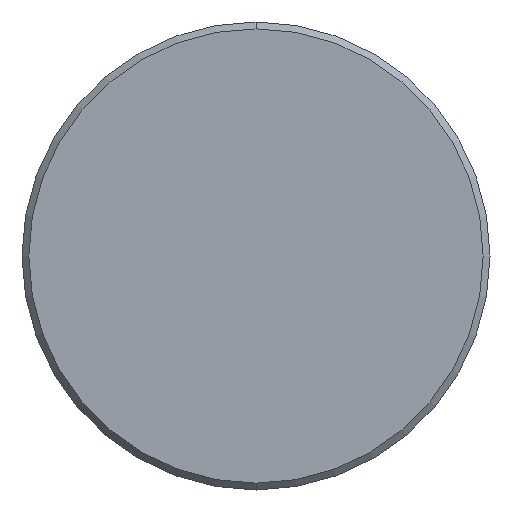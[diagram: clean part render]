
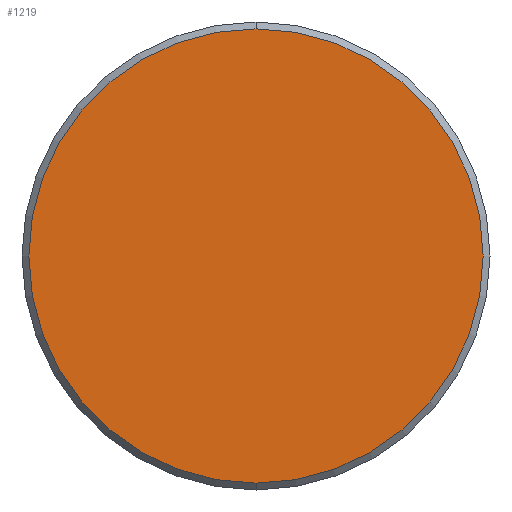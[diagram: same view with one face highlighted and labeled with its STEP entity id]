
A CAD part, left-side view. The second image highlights one B-rep face of the part: STEP entity #1219.
In plain terms, the highlighted planar face has unit normal (-1, 0, 0).
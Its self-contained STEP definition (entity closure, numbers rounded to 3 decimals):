
#1199=CARTESIAN_POINT('POINT71',(0.,
   0.,16.842));
#1200=VERTEX_POINT('VERTEX71',#1199);
#1201=CARTESIAN_POINT('POINT72',(0.,
   0.,-16.842));
#1202=VERTEX_POINT('VERTEX72',#1201);
#1203=CARTESIAN_POINT('POS115',(0.,0.,0.
   ));
#1204=DIRECTION('DIR187',(1.,0.,0.));
#1205=DIRECTION('DIR188',(0.,0.,1.));
#1206=AXIS2_PLACEMENT_3D('AXIS73',#1203,#1204,#1205);
#1207=CIRCLE('ELLIPSE40',#1206,16.842);
#1208=EDGE_CURVE('EDGE115',#1200,#1202,#1207,.T.);
#1209=ORIENTED_EDGE('COEDGE227',*,*,#1208,.F.);
#1210=EDGE_CURVE('EDGE116',#1202,#1200,#1207,.T.);
#1211=ORIENTED_EDGE('COEDGE228',*,*,#1210,.F.);
#1212=EDGE_LOOP('NONE',(#1209,#1211));
#1213=FACE_BOUND('LOOP1',#1212,.T.);
#1214=CARTESIAN_POINT('POS116',(0.,
   0.,8.421));
#1215=DIRECTION('DIR189',(-1.,0.,0.));
#1216=DIRECTION('DIR190',(0.,1.,0.));
#1217=AXIS2_PLACEMENT_3D('AXIS74',#1214,#1215,#1216);
#1218=PLANE('PLANE14',#1217);
#1219=ADVANCED_FACE('FACE57',(#1213),#1218,.T.);
